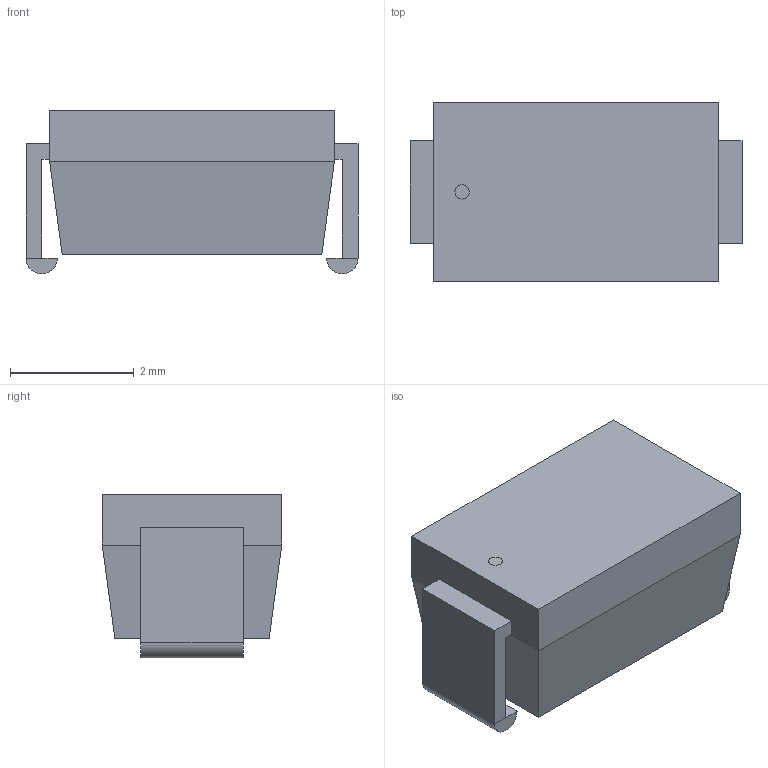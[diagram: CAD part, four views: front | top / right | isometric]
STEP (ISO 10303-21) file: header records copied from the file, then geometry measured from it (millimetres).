
FILE_DESCRIPTION(('STEP AP214'),'1');
FILE_NAME('SMA_STM','2023-09-24T11:52:46',(''),(''),'','','');
FILE_SCHEMA(('AUTOMOTIVE_DESIGN'));
Length unit declared in the file: millimetre
Products named in the file (1): product
Bounding box: 5.36 x 2.9 x 2.64 mm (x, y, z)
Volume: 30.9 mm3; surface area: 77.6 mm2
Topology: 4 solids, 6 shells, 37 faces, 69 edges, 42 vertices
Faces by surface type: plane 32, cylinder 5
Full cylindrical faces by diameter (mm): 0.23 x1
Entity records: 1073 total; most frequent: DIRECTION 168, ORIENTED_EDGE 148, CARTESIAN_POINT 83, EDGE_CURVE 76, LINE 62, VECTOR 62, AXIS2_PLACEMENT_3D 53, VERTEX_POINT 42
